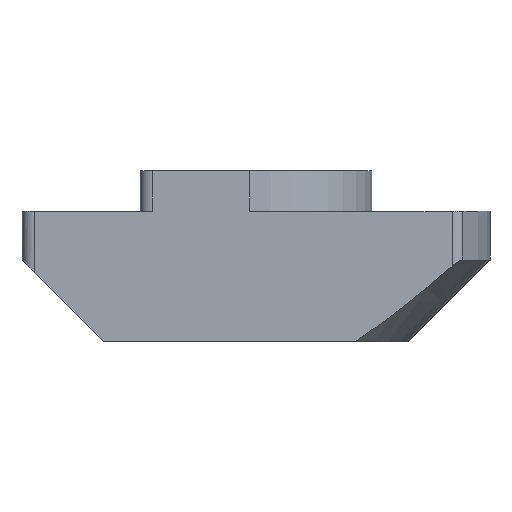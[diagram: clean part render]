
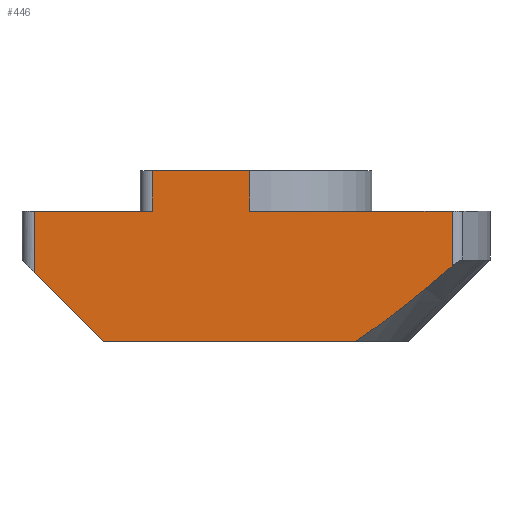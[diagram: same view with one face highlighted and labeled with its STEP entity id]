
A CAD part, front view. The second image highlights one B-rep face of the part: STEP entity #446.
In plain terms, the highlighted planar face has unit normal (0, -1, 0).
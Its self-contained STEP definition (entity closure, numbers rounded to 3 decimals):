
#17 = VECTOR ( 'NONE', #519, 1000. ) ;
#20 = VECTOR ( 'NONE', #548, 1000. ) ;
#59 = VERTEX_POINT ( 'NONE', #743 ) ;
#64 = CARTESIAN_POINT ( 'NONE',  ( 2.86, -2.85, 0.275 ) ) ;
#66 = DIRECTION ( 'NONE',  ( -0.707, 0., 0.707 ) ) ;
#87 = EDGE_CURVE ( 'NONE', #241, #59, #215, .T. ) ;
#90 = VECTOR ( 'NONE', #748, 1000. ) ;
#99 = DIRECTION ( 'NONE',  ( 0., 1., 0. ) ) ;
#100 = VECTOR ( 'NONE', #491, 1000. ) ;
#129 = CARTESIAN_POINT ( 'NONE',  ( 0., -2.85, 0. ) ) ;
#139 = EDGE_CURVE ( 'NONE', #482, #59, #330, .T. ) ;
#143 = CARTESIAN_POINT ( 'NONE',  ( -5.45, -2.85, 3.2 ) ) ;
#145 = CARTESIAN_POINT ( 'NONE',  ( 4.817, -2.85, 1.847 ) ) ;
#162 = CARTESIAN_POINT ( 'NONE',  ( -5.75, -2.85, 3.2 ) ) ;
#166 = DIRECTION ( 'NONE',  ( 1., 0., 0. ) ) ;
#169 = VECTOR ( 'NONE', #642, 1000. ) ;
#173 = DIRECTION ( 'NONE',  ( 0., 0., 1. ) ) ;
#191 = ORIENTED_EDGE ( 'NONE', *, *, #833, .F. ) ;
#204 = CARTESIAN_POINT ( 'NONE',  ( 3.262, -2.85, 0.575 ) ) ;
#205 = ORIENTED_EDGE ( 'NONE', *, *, #87, .T. ) ;
#208 = CARTESIAN_POINT ( 'NONE',  ( -0.15, -2.85, 4.2 ) ) ;
#214 = VECTOR ( 'NONE', #312, 1000. ) ;
#215 = LINE ( 'NONE', #737, #20 ) ;
#219 = CARTESIAN_POINT ( 'NONE',  ( 4.436, -2.85, 1.519 ) ) ;
#228 = CARTESIAN_POINT ( 'NONE',  ( 2.437, -2.85, 0. ) ) ;
#236 = EDGE_CURVE ( 'NONE', #769, #862, #290, .T. ) ;
#237 = CARTESIAN_POINT ( 'NONE',  ( -5.75, -2.85, 3.2 ) ) ;
#239 = VERTEX_POINT ( 'NONE', #143 ) ;
#241 = VERTEX_POINT ( 'NONE', #208 ) ;
#290 = B_SPLINE_CURVE_WITH_KNOTS ( 'NONE', 3,
 ( #145, #219, #877, #204, #64, #357 ),
 .UNSPECIFIED., .F., .F.,
 ( 4, 2, 4 ),
 ( 0., 0.002, 0.003 ),
 .UNSPECIFIED. ) ;
#294 = CARTESIAN_POINT ( 'NONE',  ( -3.75, -2.85, 0. ) ) ;
#312 = DIRECTION ( 'NONE',  ( 1., 0., 0. ) ) ;
#325 = PLANE ( 'NONE',  #812 ) ;
#330 = LINE ( 'NONE', #407, #90 ) ;
#335 = LINE ( 'NONE', #162, #214 ) ;
#339 = ORIENTED_EDGE ( 'NONE', *, *, #682, .F. ) ;
#357 = CARTESIAN_POINT ( 'NONE',  ( 2.437, -2.85, 0. ) ) ;
#364 = ORIENTED_EDGE ( 'NONE', *, *, #698, .T. ) ;
#368 = CARTESIAN_POINT ( 'NONE',  ( -5.45, -2.85, 3.2 ) ) ;
#370 = VECTOR ( 'NONE', #166, 1000. ) ;
#373 = CARTESIAN_POINT ( 'NONE',  ( -0.15, -2.85, 3.2 ) ) ;
#381 = LINE ( 'NONE', #368, #169 ) ;
#390 = LINE ( 'NONE', #496, #100 ) ;
#407 = CARTESIAN_POINT ( 'NONE',  ( -2.55, -2.85, 3.2 ) ) ;
#420 = LINE ( 'NONE', #450, #370 ) ;
#434 = ORIENTED_EDGE ( 'NONE', *, *, #139, .F. ) ;
#446 = ADVANCED_FACE ( 'NONE', ( #522 ), #325, .F. ) ;
#450 = CARTESIAN_POINT ( 'NONE',  ( -5.75, -2.85, 3.2 ) ) ;
#476 = LINE ( 'NONE', #129, #499 ) ;
#479 = ORIENTED_EDGE ( 'NONE', *, *, #867, .F. ) ;
#482 = VERTEX_POINT ( 'NONE', #651 ) ;
#491 = DIRECTION ( 'NONE',  ( 0., 0., -1. ) ) ;
#496 = CARTESIAN_POINT ( 'NONE',  ( 4.817, -2.85, 3.2 ) ) ;
#499 = VECTOR ( 'NONE', #626, 1000. ) ;
#514 = VERTEX_POINT ( 'NONE', #749 ) ;
#519 = DIRECTION ( 'NONE',  ( 0., 0., -1. ) ) ;
#522 = FACE_OUTER_BOUND ( 'NONE', #623, .T. ) ;
#546 = VERTEX_POINT ( 'NONE', #606 ) ;
#548 = DIRECTION ( 'NONE',  ( -1., 0., 0. ) ) ;
#556 = ORIENTED_EDGE ( 'NONE', *, *, #844, .F. ) ;
#584 = ORIENTED_EDGE ( 'NONE', *, *, #236, .F. ) ;
#604 = LINE ( 'NONE', #294, #704 ) ;
#606 = CARTESIAN_POINT ( 'NONE',  ( 4.817, -2.85, 3.2 ) ) ;
#623 = EDGE_LOOP ( 'NONE', ( #205, #434, #734, #556, #339, #364, #584, #721, #191, #479 ) ) ;
#626 = DIRECTION ( 'NONE',  ( 1., 0., 0. ) ) ;
#633 = EDGE_CURVE ( 'NONE', #546, #769, #390, .T. ) ;
#636 = CARTESIAN_POINT ( 'NONE',  ( -0.15, -2.85, 3.2 ) ) ;
#642 = DIRECTION ( 'NONE',  ( 0., 0., 1. ) ) ;
#651 = CARTESIAN_POINT ( 'NONE',  ( -2.55, -2.85, 3.2 ) ) ;
#682 = EDGE_CURVE ( 'NONE', #514, #873, #604, .T. ) ;
#694 = LINE ( 'NONE', #373, #17 ) ;
#698 = EDGE_CURVE ( 'NONE', #514, #862, #476, .T. ) ;
#704 = VECTOR ( 'NONE', #66, 1000. ) ;
#715 = CARTESIAN_POINT ( 'NONE',  ( 4.817, -2.85, 1.847 ) ) ;
#721 = ORIENTED_EDGE ( 'NONE', *, *, #633, .F. ) ;
#734 = ORIENTED_EDGE ( 'NONE', *, *, #823, .F. ) ;
#737 = CARTESIAN_POINT ( 'NONE',  ( -0.15, -2.85, 4.2 ) ) ;
#743 = CARTESIAN_POINT ( 'NONE',  ( -2.55, -2.85, 4.2 ) ) ;
#748 = DIRECTION ( 'NONE',  ( 0., 0., 1. ) ) ;
#749 = CARTESIAN_POINT ( 'NONE',  ( -3.75, -2.85, 0. ) ) ;
#769 = VERTEX_POINT ( 'NONE', #715 ) ;
#812 = AXIS2_PLACEMENT_3D ( 'NONE', #237, #99, #173 ) ;
#823 = EDGE_CURVE ( 'NONE', #239, #482, #420, .T. ) ;
#833 = EDGE_CURVE ( 'NONE', #845, #546, #335, .T. ) ;
#844 = EDGE_CURVE ( 'NONE', #873, #239, #381, .T. ) ;
#845 = VERTEX_POINT ( 'NONE', #636 ) ;
#848 = CARTESIAN_POINT ( 'NONE',  ( -5.45, -2.85, 1.7 ) ) ;
#862 = VERTEX_POINT ( 'NONE', #228 ) ;
#867 = EDGE_CURVE ( 'NONE', #241, #845, #694, .T. ) ;
#873 = VERTEX_POINT ( 'NONE', #848 ) ;
#877 = CARTESIAN_POINT ( 'NONE',  ( 4.05, -2.85, 1.197 ) ) ;
